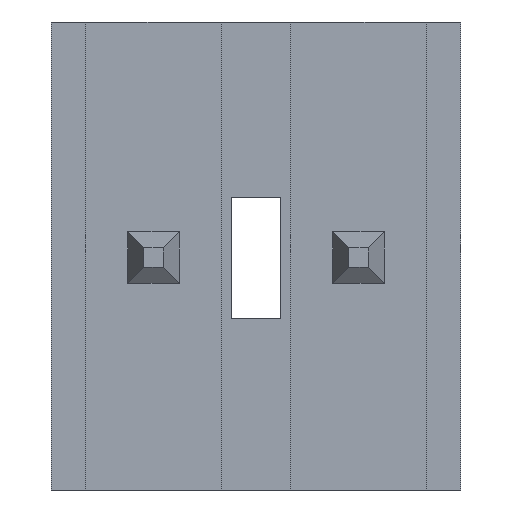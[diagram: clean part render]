
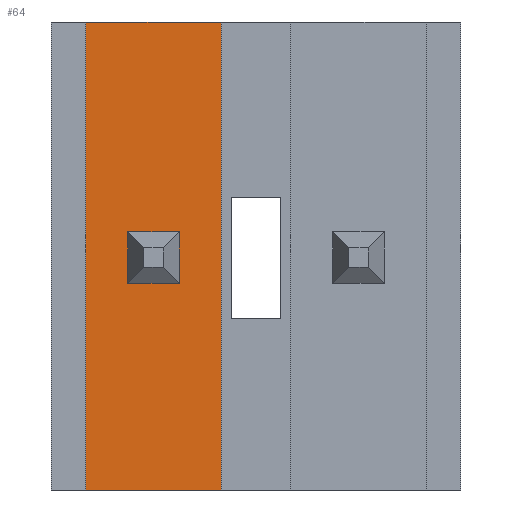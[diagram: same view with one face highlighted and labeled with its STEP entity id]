
A CAD part, front view. The second image highlights one B-rep face of the part: STEP entity #64.
In plain terms, the highlighted planar face has unit normal (0, -1, 0).
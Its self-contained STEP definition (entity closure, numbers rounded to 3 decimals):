
#64=ADVANCED_FACE('',(#142,#143),#144,.F.);
#142=FACE_OUTER_BOUND('',#282,.T.);
#143=FACE_BOUND('',#283,.T.);
#144=PLANE('',#284);
#282=EDGE_LOOP('',(#468,#469,#470,#471));
#283=EDGE_LOOP('',(#472,#473,#474,#475));
#284=AXIS2_PLACEMENT_3D('',#476,#477,#478);
#468=ORIENTED_EDGE('',*,*,#959,.F.);
#469=ORIENTED_EDGE('',*,*,#939,.T.);
#470=ORIENTED_EDGE('',*,*,#958,.T.);
#471=ORIENTED_EDGE('',*,*,#960,.F.);
#472=ORIENTED_EDGE('',*,*,#961,.T.);
#473=ORIENTED_EDGE('',*,*,#962,.T.);
#474=ORIENTED_EDGE('',*,*,#963,.F.);
#475=ORIENTED_EDGE('',*,*,#964,.F.);
#476=CARTESIAN_POINT('',(-0.43,-0.94,2.9));
#477=DIRECTION('',(-0.0,1.0,0.0));
#478=DIRECTION('',(1.0,0.0,0.0));
#939=EDGE_CURVE('',#1123,#1121,#1124,.T.);
#958=EDGE_CURVE('',#1121,#1154,#1156,.T.);
#959=EDGE_CURVE('',#1123,#1157,#1158,.T.);
#960=EDGE_CURVE('',#1157,#1154,#1159,.T.);
#961=EDGE_CURVE('',#1160,#1161,#1162,.T.);
#962=EDGE_CURVE('',#1161,#1163,#1164,.T.);
#963=EDGE_CURVE('',#1165,#1163,#1166,.T.);
#964=EDGE_CURVE('',#1160,#1165,#1167,.T.);
#1121=VERTEX_POINT('',#1394);
#1123=VERTEX_POINT('',#1397);
#1124=LINE('',#1398,#1399);
#1154=VERTEX_POINT('',#1446);
#1156=LINE('',#1449,#1450);
#1157=VERTEX_POINT('',#1451);
#1158=LINE('',#1452,#1453);
#1159=LINE('',#1454,#1455);
#1160=VERTEX_POINT('',#1456);
#1161=VERTEX_POINT('',#1457);
#1162=LINE('',#1458,#1459);
#1163=VERTEX_POINT('',#1460);
#1164=LINE('',#1461,#1462);
#1165=VERTEX_POINT('',#1463);
#1166=LINE('',#1464,#1465);
#1167=LINE('',#1466,#1467);
#1394=CARTESIAN_POINT('',(-2.11,-0.94,2.9));
#1397=CARTESIAN_POINT('',(-0.43,-0.94,2.9));
#1398=CARTESIAN_POINT('',(-0.43,-0.94,2.9));
#1399=VECTOR('',#1797,1.68);
#1446=CARTESIAN_POINT('',(-2.11,-0.94,-2.9));
#1449=CARTESIAN_POINT('',(-2.11,-0.94,2.9));
#1450=VECTOR('',#1816,5.8);
#1451=CARTESIAN_POINT('',(-0.43,-0.94,-2.9));
#1452=CARTESIAN_POINT('',(-0.43,-0.94,2.9));
#1453=VECTOR('',#1817,5.8);
#1454=CARTESIAN_POINT('',(-0.43,-0.94,-2.9));
#1455=VECTOR('',#1818,1.68);
#1456=CARTESIAN_POINT('',(-1.59,-0.94,0.3));
#1457=CARTESIAN_POINT('',(-0.95,-0.94,0.3));
#1458=CARTESIAN_POINT('',(-1.59,-0.94,0.3));
#1459=VECTOR('',#1819,0.64);
#1460=CARTESIAN_POINT('',(-0.95,-0.94,-0.34));
#1461=CARTESIAN_POINT('',(-0.95,-0.94,0.3));
#1462=VECTOR('',#1820,0.64);
#1463=CARTESIAN_POINT('',(-1.59,-0.94,-0.34));
#1464=CARTESIAN_POINT('',(-1.59,-0.94,-0.34));
#1465=VECTOR('',#1821,0.64);
#1466=CARTESIAN_POINT('',(-1.59,-0.94,0.3));
#1467=VECTOR('',#1822,0.64);
#1797=DIRECTION('',(-1.0,0.0,0.0));
#1816=DIRECTION('',(0.0,0.0,-1.0));
#1817=DIRECTION('',(0.0,0.0,-1.0));
#1818=DIRECTION('',(-1.0,0.0,0.0));
#1819=DIRECTION('',(1.0,0.0,0.0));
#1820=DIRECTION('',(0.0,0.0,-1.0));
#1821=DIRECTION('',(1.0,0.0,0.0));
#1822=DIRECTION('',(0.0,0.0,-1.0));
